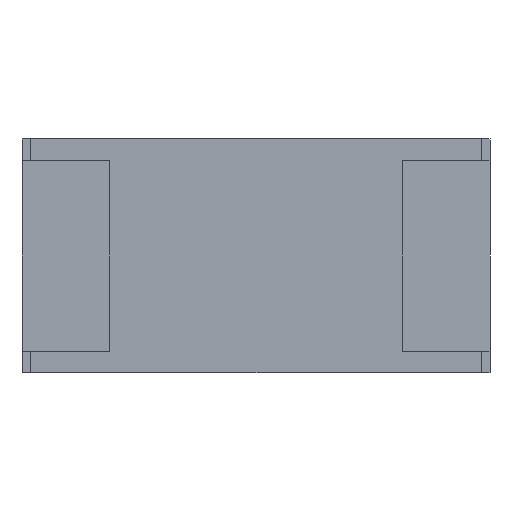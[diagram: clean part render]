
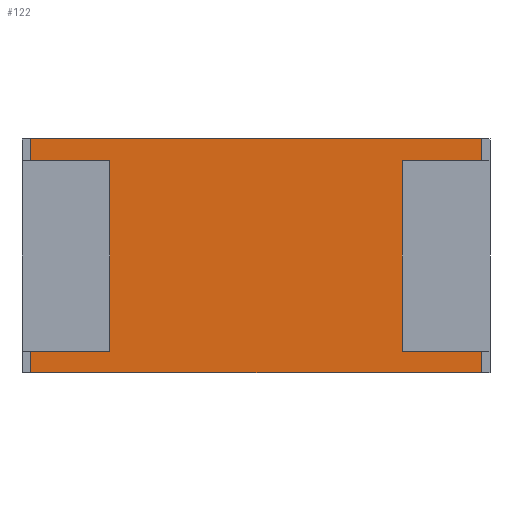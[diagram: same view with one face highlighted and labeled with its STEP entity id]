
A CAD part, front view. The second image highlights one B-rep face of the part: STEP entity #122.
In plain terms, the highlighted planar face has unit normal (0, -1, 0).
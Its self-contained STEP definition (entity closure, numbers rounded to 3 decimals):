
#4 = DIRECTION ( 'NONE',  ( 0., 0., -1. ) ) ;
#41 = VERTEX_POINT ( 'NONE', #951 ) ;
#60 = AXIS2_PLACEMENT_3D ( 'NONE', #830, #402, #983 ) ;
#122 = ADVANCED_FACE ( 'NONE', ( #648 ), #167, .T. ) ;
#132 = VECTOR ( 'NONE', #176, 1000. ) ;
#146 = LINE ( 'NONE', #657, #132 ) ;
#167 = PLANE ( 'NONE',  #60 ) ;
#176 = DIRECTION ( 'NONE',  ( 0., 0., 1. ) ) ;
#198 = VERTEX_POINT ( 'NONE', #493 ) ;
#227 = VECTOR ( 'NONE', #4, 1000. ) ;
#249 = ORIENTED_EDGE ( 'NONE', *, *, #863, .F. ) ;
#402 = DIRECTION ( 'NONE',  ( 0., -1., 0. ) ) ;
#483 = EDGE_LOOP ( 'NONE', ( #249, #537, #878, #767 ) ) ;
#491 = CARTESIAN_POINT ( 'NONE',  ( 0.77, 0., 0.4 ) ) ;
#493 = CARTESIAN_POINT ( 'NONE',  ( -0.77, 0., 0.4 ) ) ;
#495 = EDGE_CURVE ( 'NONE', #198, #41, #793, .T. ) ;
#537 = ORIENTED_EDGE ( 'NONE', *, *, #495, .F. ) ;
#555 = EDGE_CURVE ( 'NONE', #980, #198, #146, .T. ) ;
#583 = LINE ( 'NONE', #491, #227 ) ;
#594 = EDGE_CURVE ( 'NONE', #817, #980, #799, .T. ) ;
#612 = VECTOR ( 'NONE', #956, 1000. ) ;
#648 = FACE_OUTER_BOUND ( 'NONE', #483, .T. ) ;
#652 = CARTESIAN_POINT ( 'NONE',  ( -0.77, 0., 0.4 ) ) ;
#657 = CARTESIAN_POINT ( 'NONE',  ( -0.77, 0., 0.4 ) ) ;
#662 = CARTESIAN_POINT ( 'NONE',  ( 0.77, 0., -0.4 ) ) ;
#704 = CARTESIAN_POINT ( 'NONE',  ( -0.77, 0., -0.4 ) ) ;
#758 = CARTESIAN_POINT ( 'NONE',  ( -0.77, 0., -0.4 ) ) ;
#767 = ORIENTED_EDGE ( 'NONE', *, *, #594, .F. ) ;
#793 = LINE ( 'NONE', #652, #900 ) ;
#799 = LINE ( 'NONE', #704, #612 ) ;
#817 = VERTEX_POINT ( 'NONE', #662 ) ;
#830 = CARTESIAN_POINT ( 'NONE',  ( 0., 0., 0. ) ) ;
#863 = EDGE_CURVE ( 'NONE', #41, #817, #583, .T. ) ;
#878 = ORIENTED_EDGE ( 'NONE', *, *, #555, .F. ) ;
#900 = VECTOR ( 'NONE', #972, 1000. ) ;
#951 = CARTESIAN_POINT ( 'NONE',  ( 0.77, 0., 0.4 ) ) ;
#956 = DIRECTION ( 'NONE',  ( -1., 0., 0. ) ) ;
#972 = DIRECTION ( 'NONE',  ( 1., 0., 0. ) ) ;
#980 = VERTEX_POINT ( 'NONE', #758 ) ;
#983 = DIRECTION ( 'NONE',  ( 0., 0., -1. ) ) ;
